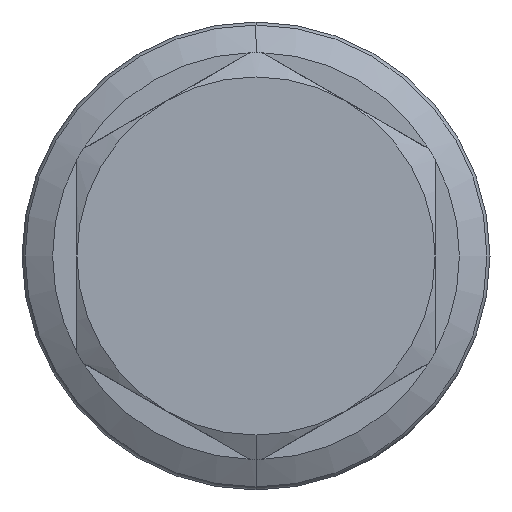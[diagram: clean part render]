
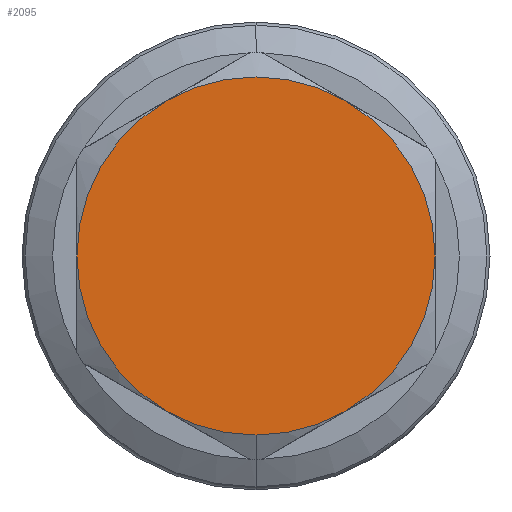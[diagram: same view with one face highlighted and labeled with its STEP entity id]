
A CAD part, left-side view. The second image highlights one B-rep face of the part: STEP entity #2095.
In plain terms, the highlighted planar face has unit normal (-1, 0, 0).
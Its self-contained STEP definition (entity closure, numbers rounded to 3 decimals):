
#22 = ORIENTED_EDGE ( 'NONE', *, *, #6239, .T. ) ;
#168 = ORIENTED_EDGE ( 'NONE', *, *, #6077, .T. ) ;
#388 = DIRECTION ( 'NONE',  ( -1., 0., 0. ) ) ;
#389 = CARTESIAN_POINT ( 'NONE',  ( -64.711, 0., 0. ) ) ;
#905 = DIRECTION ( 'NONE',  ( 0., 0., 1. ) ) ;
#969 = DIRECTION ( 'NONE',  ( 0., 0., 1. ) ) ;
#984 = DIRECTION ( 'NONE',  ( -1., 0., 0. ) ) ;
#985 = CARTESIAN_POINT ( 'NONE',  ( -64.711, 0., 0. ) ) ;
#989 = DIRECTION ( 'NONE',  ( -1., 0., 0. ) ) ;
#1050 = DIRECTION ( 'NONE',  ( 0., 0., 1. ) ) ;
#2095 = ADVANCED_FACE ( 'NONE', ( #2602 ), #4749, .F. ) ;
#2490 = VERTEX_POINT ( 'NONE', #7007 ) ;
#2510 = VERTEX_POINT ( 'NONE', #7000 ) ;
#2591 = VERTEX_POINT ( 'NONE', #7079 ) ;
#2602 = FACE_OUTER_BOUND ( 'NONE', #4453, .T. ) ;
#2763 = VERTEX_POINT ( 'NONE', #6786 ) ;
#2779 = VERTEX_POINT ( 'NONE', #6559 ) ;
#2993 = CIRCLE ( 'NONE', #8178, 20.6 ) ;
#3087 = CIRCLE ( 'NONE', #8146, 20.6 ) ;
#3152 = CIRCLE ( 'NONE', #8153, 20.6 ) ;
#3258 = CIRCLE ( 'NONE', #8676, 20.6 ) ;
#3259 = CIRCLE ( 'NONE', #8135, 20.6 ) ;
#3495 = CIRCLE ( 'NONE', #5699, 20.6 ) ;
#3529 = CIRCLE ( 'NONE', #8162, 20.6 ) ;
#3541 = ORIENTED_EDGE ( 'NONE', *, *, #6042, .T. ) ;
#3549 = ORIENTED_EDGE ( 'NONE', *, *, #6155, .T. ) ;
#3736 = ORIENTED_EDGE ( 'NONE', *, *, #6145, .T. ) ;
#3747 = ORIENTED_EDGE ( 'NONE', *, *, #5590, .T. ) ;
#3992 = ORIENTED_EDGE ( 'NONE', *, *, #6066, .T. ) ;
#4273 = VERTEX_POINT ( 'NONE', #6590 ) ;
#4330 = VERTEX_POINT ( 'NONE', #6639 ) ;
#4453 = EDGE_LOOP ( 'NONE', ( #168, #22, #3541, #3549, #3736, #3747, #3992 ) ) ;
#4719 = CARTESIAN_POINT ( 'NONE',  ( -64.711, 0., 23.787 ) ) ;
#4730 = DIRECTION ( 'NONE',  ( 0., 0., -1. ) ) ;
#4734 = DIRECTION ( 'NONE',  ( 1., 0., 0. ) ) ;
#4749 = PLANE ( 'NONE',  #5993 ) ;
#5590 = EDGE_CURVE ( 'NONE', #2510, #2763, #3495, .T. ) ;
#5699 = AXIS2_PLACEMENT_3D ( 'NONE', #7348, #7347, #7351 ) ;
#5993 = AXIS2_PLACEMENT_3D ( 'NONE', #4719, #4734, #4730 ) ;
#6042 = EDGE_CURVE ( 'NONE', #4330, #4273, #3258, .T. ) ;
#6066 = EDGE_CURVE ( 'NONE', #2763, #2591, #3087, .T. ) ;
#6077 = EDGE_CURVE ( 'NONE', #2591, #2779, #3259, .T. ) ;
#6145 = EDGE_CURVE ( 'NONE', #2490, #2510, #3529, .T. ) ;
#6155 = EDGE_CURVE ( 'NONE', #4273, #2490, #3152, .T. ) ;
#6239 = EDGE_CURVE ( 'NONE', #2779, #4330, #2993, .T. ) ;
#6559 = CARTESIAN_POINT ( 'NONE',  ( -64.711, 10.3, -17.84 ) ) ;
#6590 = CARTESIAN_POINT ( 'NONE',  ( -64.711, -10.3, -17.84 ) ) ;
#6639 = CARTESIAN_POINT ( 'NONE',  ( -64.711, 0., -20.6 ) ) ;
#6786 = CARTESIAN_POINT ( 'NONE',  ( -64.711, 10.3, 17.84 ) ) ;
#7000 = CARTESIAN_POINT ( 'NONE',  ( -64.711, -10.3, 17.84 ) ) ;
#7007 = CARTESIAN_POINT ( 'NONE',  ( -64.711, -20.6, 0. ) ) ;
#7079 = CARTESIAN_POINT ( 'NONE',  ( -64.711, 20.6, 0. ) ) ;
#7347 = DIRECTION ( 'NONE',  ( -1., 0., 0. ) ) ;
#7348 = CARTESIAN_POINT ( 'NONE',  ( -64.711, 0., 0. ) ) ;
#7351 = DIRECTION ( 'NONE',  ( 0., 0., 1. ) ) ;
#8127 = CARTESIAN_POINT ( 'NONE',  ( -64.711, 0., 0. ) ) ;
#8135 = AXIS2_PLACEMENT_3D ( 'NONE', #8526, #8298, #8408 ) ;
#8146 = AXIS2_PLACEMENT_3D ( 'NONE', #8255, #8499, #8385 ) ;
#8153 = AXIS2_PLACEMENT_3D ( 'NONE', #8127, #984, #1050 ) ;
#8162 = AXIS2_PLACEMENT_3D ( 'NONE', #8545, #8610, #8541 ) ;
#8178 = AXIS2_PLACEMENT_3D ( 'NONE', #985, #989, #969 ) ;
#8255 = CARTESIAN_POINT ( 'NONE',  ( -64.711, 0., 0. ) ) ;
#8298 = DIRECTION ( 'NONE',  ( -1., 0., 0. ) ) ;
#8385 = DIRECTION ( 'NONE',  ( 0., 0., 1. ) ) ;
#8408 = DIRECTION ( 'NONE',  ( 0., 0., 1. ) ) ;
#8499 = DIRECTION ( 'NONE',  ( -1., 0., 0. ) ) ;
#8526 = CARTESIAN_POINT ( 'NONE',  ( -64.711, 0., 0. ) ) ;
#8541 = DIRECTION ( 'NONE',  ( 0., 0., 1. ) ) ;
#8545 = CARTESIAN_POINT ( 'NONE',  ( -64.711, 0., 0. ) ) ;
#8610 = DIRECTION ( 'NONE',  ( -1., 0., 0. ) ) ;
#8676 = AXIS2_PLACEMENT_3D ( 'NONE', #389, #388, #905 ) ;
